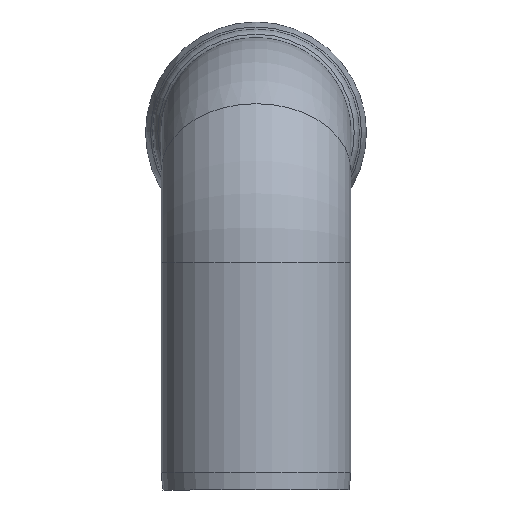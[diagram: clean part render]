
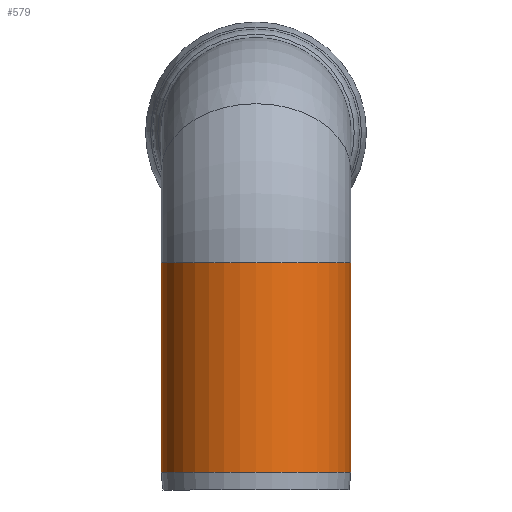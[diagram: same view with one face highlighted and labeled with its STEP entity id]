
A CAD part, left-side view. The second image highlights one B-rep face of the part: STEP entity #579.
In plain terms, the highlighted cylindrical face has radius 265 mm (diameter 530 mm), a full revolution.
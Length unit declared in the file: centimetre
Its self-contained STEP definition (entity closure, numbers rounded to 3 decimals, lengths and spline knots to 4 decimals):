
#44=CYLINDRICAL_SURFACE('',#676,26.5);
#61=LINE('',#1271,#78);
#78=VECTOR('',#882,26.5);
#124=FACE_OUTER_BOUND('',#162,.T.);
#162=EDGE_LOOP('',(#529,#530,#531,#532));
#220=CIRCLE('',#667,26.5);
#224=CIRCLE('',#675,26.5);
#276=VERTEX_POINT('',#1248);
#280=VERTEX_POINT('',#1267);
#355=EDGE_CURVE('',#276,#276,#220,.T.);
#362=EDGE_CURVE('',#280,#280,#224,.T.);
#364=EDGE_CURVE('',#276,#280,#61,.T.);
#529=ORIENTED_EDGE('',*,*,#355,.F.);
#530=ORIENTED_EDGE('',*,*,#364,.T.);
#531=ORIENTED_EDGE('',*,*,#362,.T.);
#532=ORIENTED_EDGE('',*,*,#364,.F.);
#579=ADVANCED_FACE('',(#124),#44,.T.);
#667=AXIS2_PLACEMENT_3D('',#1253,#858,#859);
#675=AXIS2_PLACEMENT_3D('',#1268,#877,#878);
#676=AXIS2_PLACEMENT_3D('',#1270,#880,#881);
#858=DIRECTION('center_axis',(0.,0.,1.));
#859=DIRECTION('ref_axis',(0.,-1.,0.));
#877=DIRECTION('center_axis',(0.,0.,1.));
#878=DIRECTION('ref_axis',(1.,0.,0.));
#880=DIRECTION('center_axis',(0.,0.,1.));
#881=DIRECTION('ref_axis',(1.,0.,0.));
#882=DIRECTION('',(0.,0.,-1.));
#1248=CARTESIAN_POINT('',(-26.5,0.,63.5004));
#1253=CARTESIAN_POINT('Origin',(0.,0.,63.5004));
#1267=CARTESIAN_POINT('',(-26.5,0.,5.));
#1268=CARTESIAN_POINT('Origin',(0.,0.,5.));
#1270=CARTESIAN_POINT('Origin',(0.,0.,6.25));
#1271=CARTESIAN_POINT('',(-26.5,0.,6.25));
